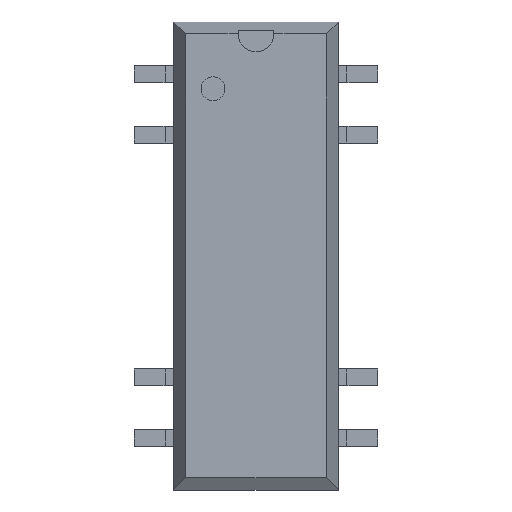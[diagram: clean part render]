
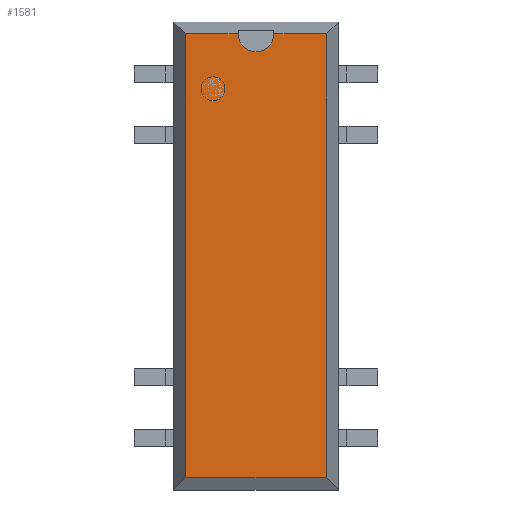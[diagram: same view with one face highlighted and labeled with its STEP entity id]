
A CAD part, top view. The second image highlights one B-rep face of the part: STEP entity #1581.
In plain terms, the highlighted planar face has unit normal (0, 0, 1).
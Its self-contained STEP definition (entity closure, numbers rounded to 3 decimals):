
#18=CIRCLE('',#1695,0.75);
#59=FACE_OUTER_BOUND('',#154,.T.);
#154=EDGE_LOOP('',(#1110,#1111,#1112,#1113,#1114,#1115));
#256=LINE('',#2265,#471);
#260=LINE('',#2272,#475);
#263=LINE('',#2278,#478);
#264=LINE('',#2281,#479);
#268=LINE('',#2287,#483);
#471=VECTOR('',#1843,10.);
#475=VECTOR('',#1847,10.);
#478=VECTOR('',#1852,10.);
#479=VECTOR('',#1855,10.);
#483=VECTOR('',#1861,10.);
#679=VERTEX_POINT('',#2258);
#680=VERTEX_POINT('',#2260);
#681=VERTEX_POINT('',#2264);
#684=VERTEX_POINT('',#2270);
#686=VERTEX_POINT('',#2276);
#687=VERTEX_POINT('',#2280);
#834=EDGE_CURVE('',#680,#679,#18,.T.);
#836=EDGE_CURVE('',#680,#681,#256,.T.);
#840=EDGE_CURVE('',#684,#679,#260,.T.);
#843=EDGE_CURVE('',#686,#684,#263,.T.);
#844=EDGE_CURVE('',#681,#687,#264,.T.);
#848=EDGE_CURVE('',#687,#686,#268,.T.);
#1110=ORIENTED_EDGE('',*,*,#834,.T.);
#1111=ORIENTED_EDGE('',*,*,#840,.F.);
#1112=ORIENTED_EDGE('',*,*,#843,.F.);
#1113=ORIENTED_EDGE('',*,*,#848,.F.);
#1114=ORIENTED_EDGE('',*,*,#844,.F.);
#1115=ORIENTED_EDGE('',*,*,#836,.F.);
#1487=PLANE('',#1703);
#1581=ADVANCED_FACE('',(#59),#1487,.T.);
#1695=AXIS2_PLACEMENT_3D('',#2261,#1837,#1838);
#1703=AXIS2_PLACEMENT_3D('',#2298,#1871,#1872);
#1837=DIRECTION('center_axis',(0.,0.,-1.));
#1838=DIRECTION('ref_axis',(-1.,0.,0.));
#1843=DIRECTION('',(1.,0.,0.));
#1847=DIRECTION('',(1.,0.,0.));
#1852=DIRECTION('',(0.,1.,0.));
#1855=DIRECTION('',(0.,-1.,0.));
#1861=DIRECTION('',(-1.,0.,0.));
#1871=DIRECTION('center_axis',(0.,0.,1.));
#1872=DIRECTION('ref_axis',(1.,0.,0.));
#2258=CARTESIAN_POINT('',(-0.75,9.3,5.3));
#2260=CARTESIAN_POINT('',(0.75,9.3,5.3));
#2261=CARTESIAN_POINT('Origin',(0.,9.3,5.3));
#2264=CARTESIAN_POINT('',(2.95,9.3,5.3));
#2265=CARTESIAN_POINT('',(-1.725,9.3,5.3));
#2270=CARTESIAN_POINT('',(-2.95,9.3,5.3));
#2272=CARTESIAN_POINT('',(-1.725,9.3,5.3));
#2276=CARTESIAN_POINT('',(-2.95,-9.3,5.3));
#2278=CARTESIAN_POINT('',(-2.95,0.,5.3));
#2280=CARTESIAN_POINT('',(2.95,-9.3,5.3));
#2281=CARTESIAN_POINT('',(2.95,0.,5.3));
#2287=CARTESIAN_POINT('',(-1.725,-9.3,5.3));
#2298=CARTESIAN_POINT('Origin',(-3.45,0.,5.3));
